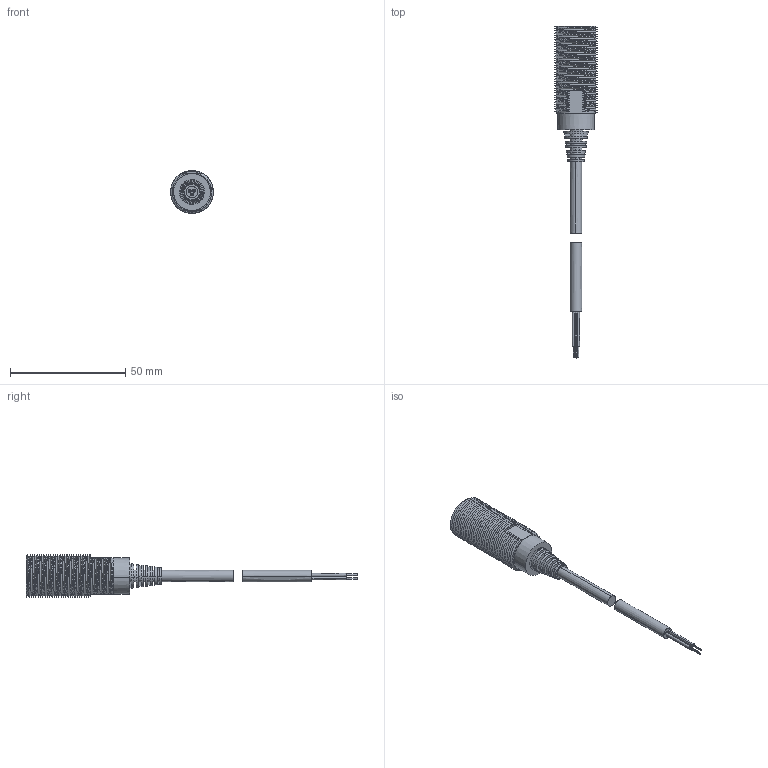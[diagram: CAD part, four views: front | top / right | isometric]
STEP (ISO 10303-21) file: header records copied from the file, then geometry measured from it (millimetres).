
FILE_DESCRIPTION( ('This file contains a STEP AP42 implementation' ,'as created by ZW3D STEP Interface translator.') ,'2;1' );
FILE_NAME( 'WCN1-1805X-X3SX.stp' ,'201026.1045 1', (''), ('ZWCAD Software Co.'), 'Version 1.0', 'ZW3D to STEP translator', '' );
FILE_SCHEMA(('AUTOMOTIVE_DESIGN'));
Length unit declared in the file: millimetre
Products named in the file (3): 0; WCN1-1805X-X3SX; OCN1-1808X-X3L2
Assembly tree (1 placements, depth 2):
  0
  WCN1-1805X-X3SX
    OCN1-1808X-X3L2
Bounding box: 18.56 x 144.32 x 18.56 mm (x, y, z)
Volume: 12457.9 mm3; surface area: 7224.5 mm2
Topology: 3 solids, 3 shells, 223 faces, 587 edges, 387 vertices
Faces by surface type: bspline 223
Entity records: 36129 total; most frequent: CARTESIAN_POINT 32548, ORIENTED_EDGE 1162, EDGE_CURVE 581, VERTEX_POINT 387, B_SPLINE_CURVE_WITH_KNOTS 318, EDGE_LOOP 246, FACE_OUTER_BOUND 223, ADVANCED_FACE 223
